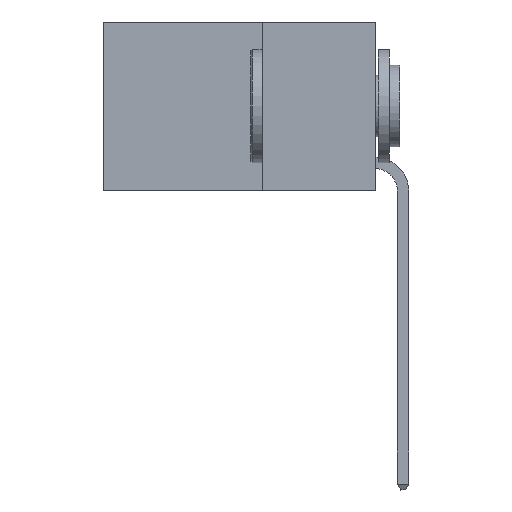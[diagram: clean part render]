
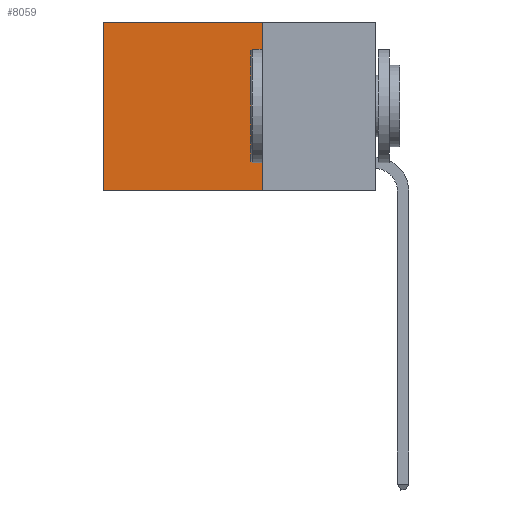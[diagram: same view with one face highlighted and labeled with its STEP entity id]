
A CAD part, left-side view. The second image highlights one B-rep face of the part: STEP entity #8059.
In plain terms, the highlighted planar face has unit normal (-1, 0, 0).
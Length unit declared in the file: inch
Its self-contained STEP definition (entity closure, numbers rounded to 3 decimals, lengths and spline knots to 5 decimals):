
#113 = ORIENTED_EDGE ( 'NONE', *, *, #8756, .F. ) ;
#575 = VECTOR ( 'NONE', #6163, 39.37008 ) ;
#640 = LINE ( 'NONE', #1438, #1060 ) ;
#690 = LINE ( 'NONE', #2800, #7255 ) ;
#786 = DIRECTION ( 'NONE',  ( 0., 0., -1. ) ) ;
#914 = VECTOR ( 'NONE', #4281, 39.37008 ) ;
#1060 = VECTOR ( 'NONE', #4440, 39.37008 ) ;
#1438 = CARTESIAN_POINT ( 'NONE',  ( 0.2625, 0.6, 0. ) ) ;
#1664 = EDGE_CURVE ( 'NONE', #8385, #6775, #3889, .T. ) ;
#1983 = VERTEX_POINT ( 'NONE', #9684 ) ;
#2037 = CARTESIAN_POINT ( 'NONE',  ( 0.2625, 0.25, 0. ) ) ;
#2339 = CARTESIAN_POINT ( 'NONE',  ( 0.2625, 0.25, 0. ) ) ;
#2800 = CARTESIAN_POINT ( 'NONE',  ( 0.2625, 0.25, -0.37 ) ) ;
#2993 = ORIENTED_EDGE ( 'NONE', *, *, #9613, .T. ) ;
#3300 = ORIENTED_EDGE ( 'NONE', *, *, #1664, .T. ) ;
#3861 = FACE_OUTER_BOUND ( 'NONE', #9238, .T. ) ;
#3889 = LINE ( 'NONE', #2339, #575 ) ;
#4281 = DIRECTION ( 'NONE',  ( 0., 0., -1. ) ) ;
#4440 = DIRECTION ( 'NONE',  ( 0., 0., -1. ) ) ;
#4504 = PLANE ( 'NONE',  #8181 ) ;
#5008 = CARTESIAN_POINT ( 'NONE',  ( 0.2625, 0.6, -0.37 ) ) ;
#5186 = CARTESIAN_POINT ( 'NONE',  ( 0.2625, 0.25, 0. ) ) ;
#5388 = EDGE_CURVE ( 'NONE', #8385, #1983, #6640, .T. ) ;
#6002 = CARTESIAN_POINT ( 'NONE',  ( 0.2625, 0.25, 0. ) ) ;
#6163 = DIRECTION ( 'NONE',  ( 0., 1., 0. ) ) ;
#6564 = CARTESIAN_POINT ( 'NONE',  ( 0.2625, 0.6, 0. ) ) ;
#6640 = LINE ( 'NONE', #5186, #914 ) ;
#6775 = VERTEX_POINT ( 'NONE', #6564 ) ;
#6896 = VERTEX_POINT ( 'NONE', #5008 ) ;
#7255 = VECTOR ( 'NONE', #9536, 39.37008 ) ;
#7563 = DIRECTION ( 'NONE',  ( 1., 0., 0. ) ) ;
#8059 = ADVANCED_FACE ( 'NONE', ( #3861 ), #4504, .F. ) ;
#8181 = AXIS2_PLACEMENT_3D ( 'NONE', #6002, #7563, #786 ) ;
#8385 = VERTEX_POINT ( 'NONE', #2037 ) ;
#8756 = EDGE_CURVE ( 'NONE', #1983, #6896, #690, .T. ) ;
#9105 = ORIENTED_EDGE ( 'NONE', *, *, #5388, .F. ) ;
#9238 = EDGE_LOOP ( 'NONE', ( #2993, #113, #9105, #3300 ) ) ;
#9536 = DIRECTION ( 'NONE',  ( 0., 1., 0. ) ) ;
#9613 = EDGE_CURVE ( 'NONE', #6775, #6896, #640, .T. ) ;
#9684 = CARTESIAN_POINT ( 'NONE',  ( 0.2625, 0.25, -0.37 ) ) ;
